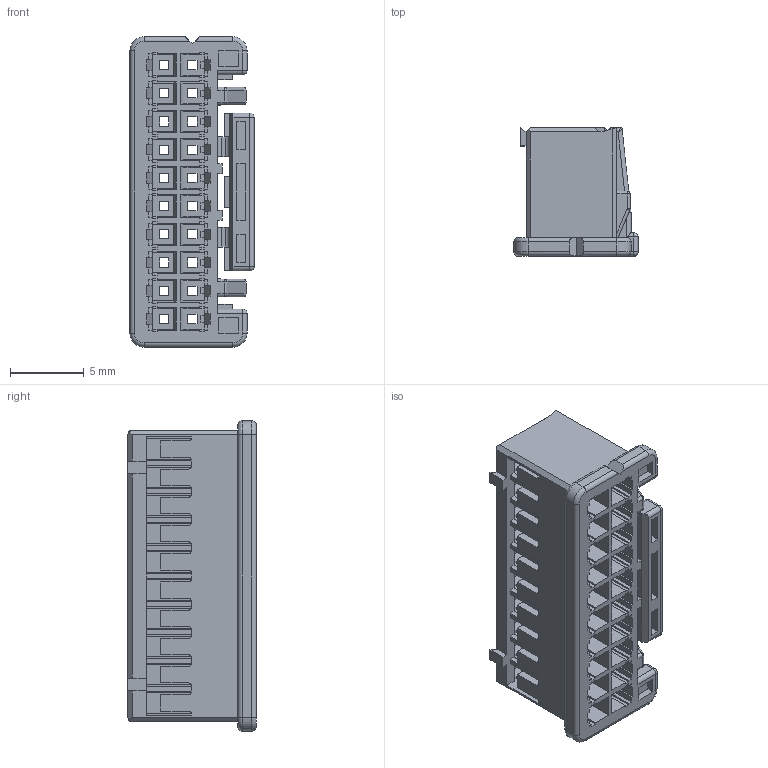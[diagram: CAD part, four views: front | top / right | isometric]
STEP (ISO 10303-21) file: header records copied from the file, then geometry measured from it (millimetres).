
FILE_DESCRIPTION( ('This file contains a STEP AP42 implementation' ,'as created by ZW3D STEP Interface translator.') ,'2;1' );
FILE_NAME( 'WF2013-2HXXW01.stp' ,'24 325.16 943', (''), ('ZWCAD Software Co.'), 'Version 1.0', 'ZW3D to STEP translator', '' );
FILE_SCHEMA(('AUTOMOTIVE_DESIGN { 1 0 10303 214 1 1 1 1 }'));
Length unit declared in the file: millimetre
Products named in the file (2): 0; WF2013-2H10W01
Bounding box: 8.4 x 8.69 x 21 mm (x, y, z)
Volume: 542.4 mm3; surface area: 2190.7 mm2
Topology: 1 solids, 1 shells, 1167 faces, 3293 edges, 2126 vertices
Faces by surface type: plane 1050, cylinder 87, sphere 20, torus 8, bspline 2
Entity records: 38381 total; most frequent: CARTESIAN_POINT 6805, ORIENTED_EDGE 6596, DIRECTION 5775, EDGE_CURVE 3298, VECTOR 3115, LINE 3115, VERTEX_POINT 2128, AXIS2_PLACEMENT_3D 1330
